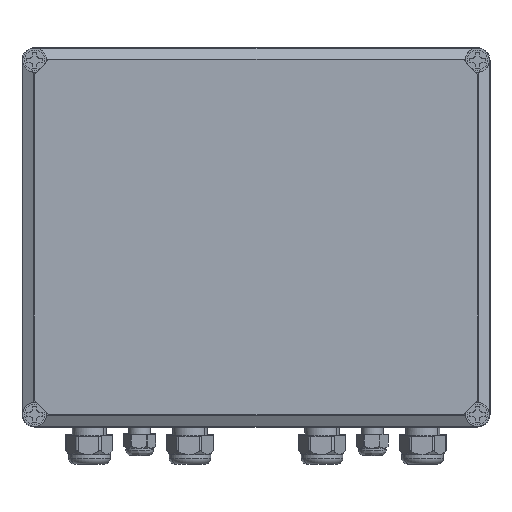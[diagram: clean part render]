
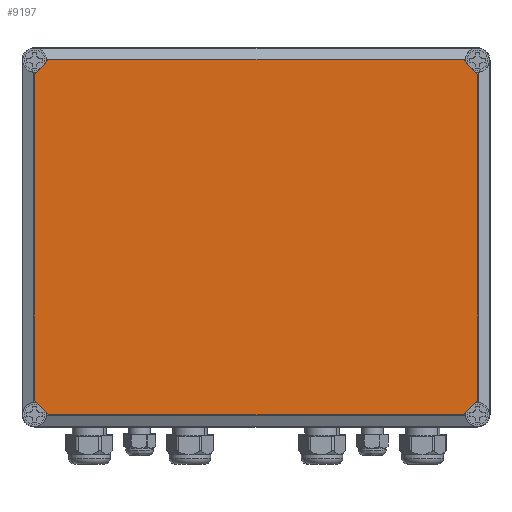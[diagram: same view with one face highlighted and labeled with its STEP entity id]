
A CAD part, top view. The second image highlights one B-rep face of the part: STEP entity #9197.
In plain terms, the highlighted planar face has unit normal (0, 0, 1).
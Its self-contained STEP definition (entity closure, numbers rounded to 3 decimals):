
#9145=AXIS2_PLACEMENT_3D('Plane Axis2P3D',#9142,#9143,#9144) ;
#8239=CARTESIAN_POINT('Vertex',(362.315,50.806,174.)) ;
#8242=CARTESIAN_POINT('Line Origine',(356.595,45.086,174.)) ;
#8246=CARTESIAN_POINT('Vertex',(350.875,39.366,174.)) ;
#9122=CARTESIAN_POINT('Line Origine',(362.315,180.381,174.)) ;
#9126=CARTESIAN_POINT('Vertex',(362.315,309.956,174.)) ;
#9142=CARTESIAN_POINT('Axis2P3D Location',(186.05,180.381,174.)) ;
#9147=CARTESIAN_POINT('Line Origine',(9.785,180.381,174.)) ;
#9151=CARTESIAN_POINT('Vertex',(9.785,309.956,174.)) ;
#9153=CARTESIAN_POINT('Vertex',(9.785,50.806,174.)) ;
#9156=CARTESIAN_POINT('Line Origine',(15.505,45.086,174.)) ;
#9160=CARTESIAN_POINT('Vertex',(21.225,39.366,174.)) ;
#9163=CARTESIAN_POINT('Line Origine',(186.05,39.366,174.)) ;
#9168=CARTESIAN_POINT('Line Origine',(356.595,315.676,174.)) ;
#9172=CARTESIAN_POINT('Vertex',(350.875,321.395,174.)) ;
#9175=CARTESIAN_POINT('Line Origine',(186.05,321.395,174.)) ;
#9179=CARTESIAN_POINT('Vertex',(21.225,321.395,174.)) ;
#9182=CARTESIAN_POINT('Line Origine',(15.505,315.676,174.)) ;
#8243=DIRECTION('Vector Direction',(-0.707,-0.707,0.)) ;
#9123=DIRECTION('Vector Direction',(0.,1.,0.)) ;
#9143=DIRECTION('Axis2P3D Direction',(0.,0.,1.)) ;
#9144=DIRECTION('Axis2P3D XDirection',(1.,0.,0.)) ;
#9148=DIRECTION('Vector Direction',(0.,-1.,0.)) ;
#9157=DIRECTION('Vector Direction',(-0.707,0.707,0.)) ;
#9164=DIRECTION('Vector Direction',(1.,0.,0.)) ;
#9169=DIRECTION('Vector Direction',(0.707,-0.707,0.)) ;
#9176=DIRECTION('Vector Direction',(-1.,0.,0.)) ;
#9183=DIRECTION('Vector Direction',(0.707,0.707,0.)) ;
#8244=VECTOR('Line Direction',#8243,1.) ;
#9124=VECTOR('Line Direction',#9123,1.) ;
#9149=VECTOR('Line Direction',#9148,1.) ;
#9158=VECTOR('Line Direction',#9157,1.) ;
#9165=VECTOR('Line Direction',#9164,1.) ;
#9170=VECTOR('Line Direction',#9169,1.) ;
#9177=VECTOR('Line Direction',#9176,1.) ;
#9184=VECTOR('Line Direction',#9183,1.) ;
#9188=ORIENTED_EDGE('',*,*,#9155,.T.) ;
#9189=ORIENTED_EDGE('',*,*,#9162,.F.) ;
#9190=ORIENTED_EDGE('',*,*,#9167,.T.) ;
#9191=ORIENTED_EDGE('',*,*,#8248,.F.) ;
#9192=ORIENTED_EDGE('',*,*,#9128,.T.) ;
#9193=ORIENTED_EDGE('',*,*,#9174,.F.) ;
#9194=ORIENTED_EDGE('',*,*,#9181,.T.) ;
#9195=ORIENTED_EDGE('',*,*,#9186,.F.) ;
#9197=ADVANCED_FACE('GEHAEUSEOBERTEIL',(#9196),#9146,.T.) ;
#8248=EDGE_CURVE('',#8240,#8247,#8245,.T.) ;
#9128=EDGE_CURVE('',#8240,#9127,#9125,.T.) ;
#9155=EDGE_CURVE('',#9152,#9154,#9150,.T.) ;
#9162=EDGE_CURVE('',#9161,#9154,#9159,.T.) ;
#9167=EDGE_CURVE('',#9161,#8247,#9166,.T.) ;
#9174=EDGE_CURVE('',#9173,#9127,#9171,.T.) ;
#9181=EDGE_CURVE('',#9173,#9180,#9178,.T.) ;
#9186=EDGE_CURVE('',#9152,#9180,#9185,.T.) ;
#9187=EDGE_LOOP('',(#9188,#9189,#9190,#9191,#9192,#9193,#9194,#9195)) ;
#9196=FACE_OUTER_BOUND('',#9187,.T.) ;
#8245=LINE('Line',#8242,#8244) ;
#9125=LINE('Line',#9122,#9124) ;
#9150=LINE('Line',#9147,#9149) ;
#9159=LINE('Line',#9156,#9158) ;
#9166=LINE('Line',#9163,#9165) ;
#9171=LINE('Line',#9168,#9170) ;
#9178=LINE('Line',#9175,#9177) ;
#9185=LINE('Line',#9182,#9184) ;
#9146=PLANE('',#9145) ;
#8240=VERTEX_POINT('',#8239) ;
#8247=VERTEX_POINT('',#8246) ;
#9127=VERTEX_POINT('',#9126) ;
#9152=VERTEX_POINT('',#9151) ;
#9154=VERTEX_POINT('',#9153) ;
#9161=VERTEX_POINT('',#9160) ;
#9173=VERTEX_POINT('',#9172) ;
#9180=VERTEX_POINT('',#9179) ;
